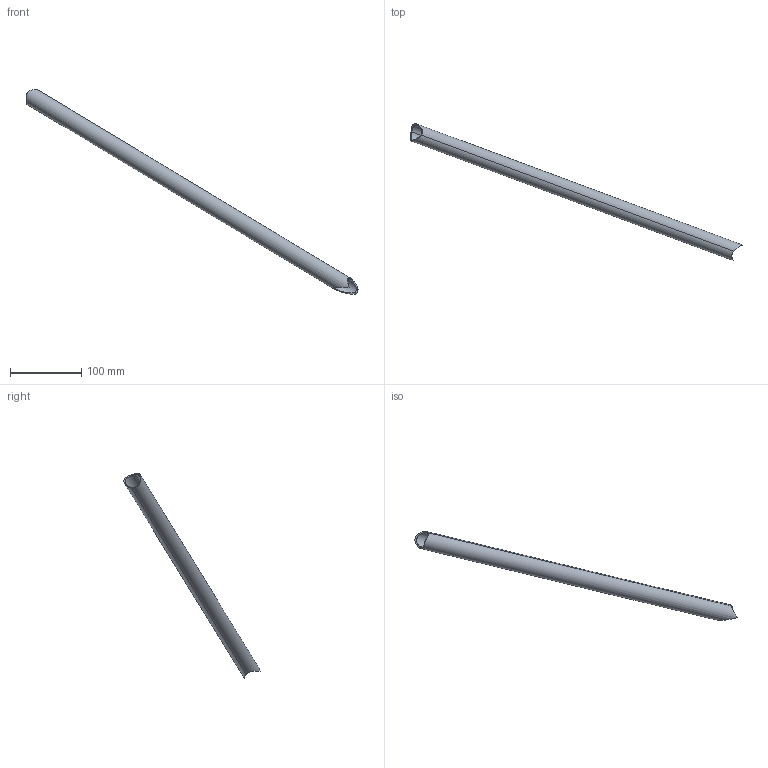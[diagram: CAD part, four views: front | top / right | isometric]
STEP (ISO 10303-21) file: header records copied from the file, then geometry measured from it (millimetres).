
FILE_DESCRIPTION(('CATIA V5 STEP Exchange'),'2;1');
FILE_NAME('Tube 52.stp','2023-03-22T15:39:59+00:00',('none'),('none'),'CATIA Version 5 Release 19 SP 2 (IN-10)','CATIA V5 STEP AP203','none');
FILE_SCHEMA(('CONFIG_CONTROL_DESIGN'));
Length unit declared in the file: millimetre
Products named in the file (1): 52
Bounding box: 464.67 x 190.88 x 286.59 mm (x, y, z)
Volume: 59933.8 mm3; surface area: 80267.7 mm2
Topology: 1 solids, 1 shells, 12 faces, 36 edges, 24 vertices
Faces by surface type: cylinder 10, bspline 2
Entity records: 1800 total; most frequent: CARTESIAN_POINT 1494, ORIENTED_EDGE 72, EDGE_CURVE 36, B_SPLINE_CURVE_WITH_KNOTS 28, DIRECTION 27, VERTEX_POINT 24, ADVANCED_FACE 12, EDGE_LOOP 12
